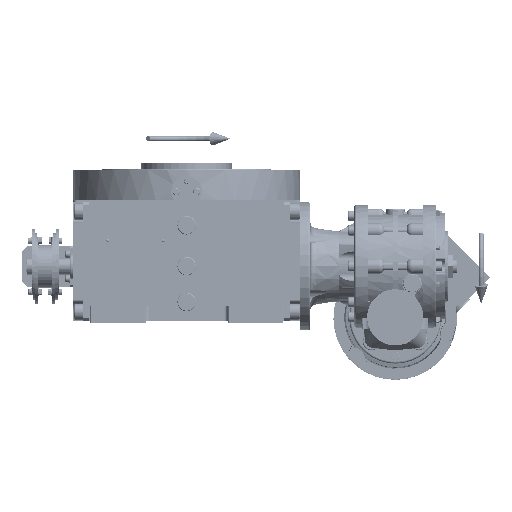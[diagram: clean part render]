
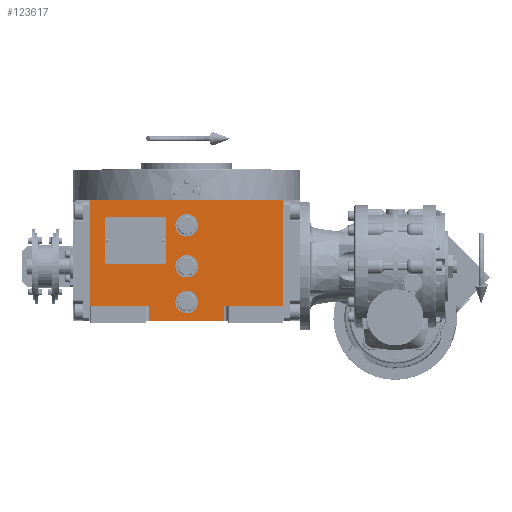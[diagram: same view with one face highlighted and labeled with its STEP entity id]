
A CAD part, top view. The second image highlights one B-rep face of the part: STEP entity #123617.
In plain terms, the highlighted planar face has unit normal (0, 0, 1).
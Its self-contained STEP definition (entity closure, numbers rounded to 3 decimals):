
#582 = CIRCLE ( 'NONE', #6132, 11. ) ;
#1215 = VERTEX_POINT ( 'NONE', #78191 ) ;
#3617 = ORIENTED_EDGE ( 'NONE', *, *, #39852, .T. ) ;
#4241 = VECTOR ( 'NONE', #171665, 1000. ) ;
#6132 = AXIS2_PLACEMENT_3D ( 'NONE', #19631, #142268, #117504 ) ;
#6874 = LINE ( 'NONE', #59811, #61467 ) ;
#9055 = CARTESIAN_POINT ( 'NONE',  ( -11., -35., 163.5 ) ) ;
#10235 = VERTEX_POINT ( 'NONE', #110686 ) ;
#12927 = VECTOR ( 'NONE', #159265, 1000. ) ;
#14715 = VECTOR ( 'NONE', #166878, 1000. ) ;
#16039 = DIRECTION ( 'NONE',  ( 0., 0., 1. ) ) ;
#16567 = EDGE_LOOP ( 'NONE', ( #81551, #25204 ) ) ;
#18493 = CARTESIAN_POINT ( 'NONE',  ( 0., 40., 163.5 ) ) ;
#19631 = CARTESIAN_POINT ( 'NONE',  ( 0., 40., 163.5 ) ) ;
#19754 = ORIENTED_EDGE ( 'NONE', *, *, #81020, .T. ) ;
#20216 = DIRECTION ( 'NONE',  ( 1., 0., 0. ) ) ;
#22425 = VERTEX_POINT ( 'NONE', #108742 ) ;
#25201 = CARTESIAN_POINT ( 'NONE',  ( 0., 0., 163.5 ) ) ;
#25204 = ORIENTED_EDGE ( 'NONE', *, *, #50750, .F. ) ;
#26589 = CARTESIAN_POINT ( 'NONE',  ( 11., 40., 163.5 ) ) ;
#30085 = LINE ( 'NONE', #113031, #14715 ) ;
#30194 = EDGE_CURVE ( 'NONE', #10235, #86731, #107872, .T. ) ;
#31127 = PLANE ( 'NONE',  #40862 ) ;
#31346 = VERTEX_POINT ( 'NONE', #65682 ) ;
#31706 = DIRECTION ( 'NONE',  ( 0., 0., 1. ) ) ;
#32435 = DIRECTION ( 'NONE',  ( 1., 0., 0. ) ) ;
#34209 = VERTEX_POINT ( 'NONE', #101562 ) ;
#34759 = CARTESIAN_POINT ( 'NONE',  ( -37., -53.5, 163.5 ) ) ;
#36662 = DIRECTION ( 'NONE',  ( -1., 0., 0. ) ) ;
#38484 = CARTESIAN_POINT ( 'NONE',  ( 94.5, 64.5, 163.5 ) ) ;
#39852 = EDGE_CURVE ( 'NONE', #31346, #52789, #56006, .T. ) ;
#40862 = AXIS2_PLACEMENT_3D ( 'NONE', #127335, #86679, #124714 ) ;
#42298 = ORIENTED_EDGE ( 'NONE', *, *, #86434, .T. ) ;
#44820 = DIRECTION ( 'NONE',  ( 0., 0., 1. ) ) ;
#46118 = ORIENTED_EDGE ( 'NONE', *, *, #151841, .F. ) ;
#46604 = VERTEX_POINT ( 'NONE', #38484 ) ;
#50102 = ORIENTED_EDGE ( 'NONE', *, *, #171796, .F. ) ;
#50750 = EDGE_CURVE ( 'NONE', #106297, #51771, #582, .T. ) ;
#51637 = VECTOR ( 'NONE', #61582, 1000. ) ;
#51771 = VERTEX_POINT ( 'NONE', #26589 ) ;
#52206 = EDGE_CURVE ( 'NONE', #22425, #147479, #116077, .T. ) ;
#52789 = VERTEX_POINT ( 'NONE', #86674 ) ;
#56006 = LINE ( 'NONE', #81628, #115327 ) ;
#59811 = CARTESIAN_POINT ( 'NONE',  ( -37., -53.5, 163.5 ) ) ;
#61467 = VECTOR ( 'NONE', #126953, 1000. ) ;
#61492 = CARTESIAN_POINT ( 'NONE',  ( 0., -35., 163.5 ) ) ;
#61582 = DIRECTION ( 'NONE',  ( 1., 0., 0. ) ) ;
#65682 = CARTESIAN_POINT ( 'NONE',  ( 37., -38.5, 163.5 ) ) ;
#71166 = AXIS2_PLACEMENT_3D ( 'NONE', #61492, #44820, #32435 ) ;
#73436 = FACE_BOUND ( 'NONE', #16567, .T. ) ;
#74106 = CIRCLE ( 'NONE', #127734, 11. ) ;
#74788 = EDGE_LOOP ( 'NONE', ( #78381, #46118, #3617, #42298, #135329, #94435, #19754, #50102 ) ) ;
#78191 = CARTESIAN_POINT ( 'NONE',  ( -37., -38.5, 163.5 ) ) ;
#78381 = ORIENTED_EDGE ( 'NONE', *, *, #153290, .T. ) ;
#79376 = AXIS2_PLACEMENT_3D ( 'NONE', #25201, #94004, #36662 ) ;
#81020 = EDGE_CURVE ( 'NONE', #98617, #1215, #105267, .T. ) ;
#81441 = EDGE_LOOP ( 'NONE', ( #155984, #97483 ) ) ;
#81533 = CARTESIAN_POINT ( 'NONE',  ( -94.5, 64.5, 163.5 ) ) ;
#81551 = ORIENTED_EDGE ( 'NONE', *, *, #134031, .F. ) ;
#81628 = CARTESIAN_POINT ( 'NONE',  ( 37., -38.5, 163.5 ) ) ;
#86434 = EDGE_CURVE ( 'NONE', #52789, #46604, #117820, .T. ) ;
#86674 = CARTESIAN_POINT ( 'NONE',  ( 94.5, -38.5, 163.5 ) ) ;
#86679 = DIRECTION ( 'NONE',  ( 0., 0., 1. ) ) ;
#86731 = VERTEX_POINT ( 'NONE', #9055 ) ;
#88687 = LINE ( 'NONE', #131061, #89389 ) ;
#89283 = EDGE_CURVE ( 'NONE', #111558, #46604, #117795, .T. ) ;
#89389 = VECTOR ( 'NONE', #90400, 1000. ) ;
#90400 = DIRECTION ( 'NONE',  ( 0., 1., 0. ) ) ;
#91051 = VERTEX_POINT ( 'NONE', #137711 ) ;
#91968 = CARTESIAN_POINT ( 'NONE',  ( -94.5, -38.5, 163.5 ) ) ;
#94004 = DIRECTION ( 'NONE',  ( 0., 0., 1. ) ) ;
#94435 = ORIENTED_EDGE ( 'NONE', *, *, #172273, .F. ) ;
#97019 = CARTESIAN_POINT ( 'NONE',  ( 11., 0., 163.5 ) ) ;
#97483 = ORIENTED_EDGE ( 'NONE', *, *, #111488, .F. ) ;
#98205 = FACE_OUTER_BOUND ( 'NONE', #74788, .T. ) ;
#98617 = VERTEX_POINT ( 'NONE', #148739 ) ;
#100091 = EDGE_LOOP ( 'NONE', ( #125151, #127844 ) ) ;
#101562 = CARTESIAN_POINT ( 'NONE',  ( -37., -53.5, 163.5 ) ) ;
#102874 = EDGE_CURVE ( 'NONE', #147479, #22425, #167353, .T. ) ;
#103605 = LINE ( 'NONE', #34759, #110970 ) ;
#105267 = LINE ( 'NONE', #91968, #51637 ) ;
#106297 = VERTEX_POINT ( 'NONE', #117714 ) ;
#107872 = CIRCLE ( 'NONE', #71166, 11. ) ;
#108742 = CARTESIAN_POINT ( 'NONE',  ( -11., 0., 163.5 ) ) ;
#110686 = CARTESIAN_POINT ( 'NONE',  ( 11., -35., 163.5 ) ) ;
#110970 = VECTOR ( 'NONE', #119496, 1000. ) ;
#111488 = EDGE_CURVE ( 'NONE', #86731, #10235, #140939, .T. ) ;
#111558 = VERTEX_POINT ( 'NONE', #81533 ) ;
#113031 = CARTESIAN_POINT ( 'NONE',  ( 37., -38.5, 163.5 ) ) ;
#115327 = VECTOR ( 'NONE', #135501, 1000. ) ;
#116077 = CIRCLE ( 'NONE', #79376, 11. ) ;
#117504 = DIRECTION ( 'NONE',  ( -1., 0., 0. ) ) ;
#117714 = CARTESIAN_POINT ( 'NONE',  ( -11., 40., 163.5 ) ) ;
#117795 = LINE ( 'NONE', #148655, #12927 ) ;
#117820 = LINE ( 'NONE', #127618, #4241 ) ;
#119496 = DIRECTION ( 'NONE',  ( 1., 0., 0. ) ) ;
#123617 = ADVANCED_FACE ( 'NONE', ( #139699, #126468, #73436, #98205 ), #31127, .T. ) ;
#124714 = DIRECTION ( 'NONE',  ( 1., 0., 0. ) ) ;
#125151 = ORIENTED_EDGE ( 'NONE', *, *, #102874, .F. ) ;
#126468 = FACE_BOUND ( 'NONE', #81441, .T. ) ;
#126953 = DIRECTION ( 'NONE',  ( 0., 1., 0. ) ) ;
#127335 = CARTESIAN_POINT ( 'NONE',  ( -94.5, -53.5, 163.5 ) ) ;
#127618 = CARTESIAN_POINT ( 'NONE',  ( 94.5, -38.5, 163.5 ) ) ;
#127734 = AXIS2_PLACEMENT_3D ( 'NONE', #18493, #31706, #20216 ) ;
#127844 = ORIENTED_EDGE ( 'NONE', *, *, #52206, .F. ) ;
#131061 = CARTESIAN_POINT ( 'NONE',  ( -94.5, -38.5, 163.5 ) ) ;
#134031 = EDGE_CURVE ( 'NONE', #51771, #106297, #74106, .T. ) ;
#135329 = ORIENTED_EDGE ( 'NONE', *, *, #89283, .F. ) ;
#135501 = DIRECTION ( 'NONE',  ( 1., 0., 0. ) ) ;
#137711 = CARTESIAN_POINT ( 'NONE',  ( 37., -53.5, 163.5 ) ) ;
#137822 = DIRECTION ( 'NONE',  ( 1., 0., 0. ) ) ;
#139699 = FACE_BOUND ( 'NONE', #100091, .T. ) ;
#140939 = CIRCLE ( 'NONE', #171932, 11. ) ;
#142268 = DIRECTION ( 'NONE',  ( 0., 0., 1. ) ) ;
#142541 = DIRECTION ( 'NONE',  ( -1., 0., 0. ) ) ;
#146025 = CARTESIAN_POINT ( 'NONE',  ( 0., -35., 163.5 ) ) ;
#147479 = VERTEX_POINT ( 'NONE', #97019 ) ;
#148655 = CARTESIAN_POINT ( 'NONE',  ( -94.5, 64.5, 163.5 ) ) ;
#148739 = CARTESIAN_POINT ( 'NONE',  ( -94.5, -38.5, 163.5 ) ) ;
#151841 = EDGE_CURVE ( 'NONE', #31346, #91051, #30085, .T. ) ;
#153290 = EDGE_CURVE ( 'NONE', #34209, #91051, #103605, .T. ) ;
#155984 = ORIENTED_EDGE ( 'NONE', *, *, #30194, .F. ) ;
#158900 = AXIS2_PLACEMENT_3D ( 'NONE', #164307, #16039, #137822 ) ;
#159265 = DIRECTION ( 'NONE',  ( 1., 0., 0. ) ) ;
#164307 = CARTESIAN_POINT ( 'NONE',  ( 0., 0., 163.5 ) ) ;
#166878 = DIRECTION ( 'NONE',  ( 0., -1., 0. ) ) ;
#167353 = CIRCLE ( 'NONE', #158900, 11. ) ;
#170755 = DIRECTION ( 'NONE',  ( 0., 0., 1. ) ) ;
#171665 = DIRECTION ( 'NONE',  ( 0., 1., 0. ) ) ;
#171796 = EDGE_CURVE ( 'NONE', #34209, #1215, #6874, .T. ) ;
#171932 = AXIS2_PLACEMENT_3D ( 'NONE', #146025, #170755, #142541 ) ;
#172273 = EDGE_CURVE ( 'NONE', #98617, #111558, #88687, .T. ) ;
